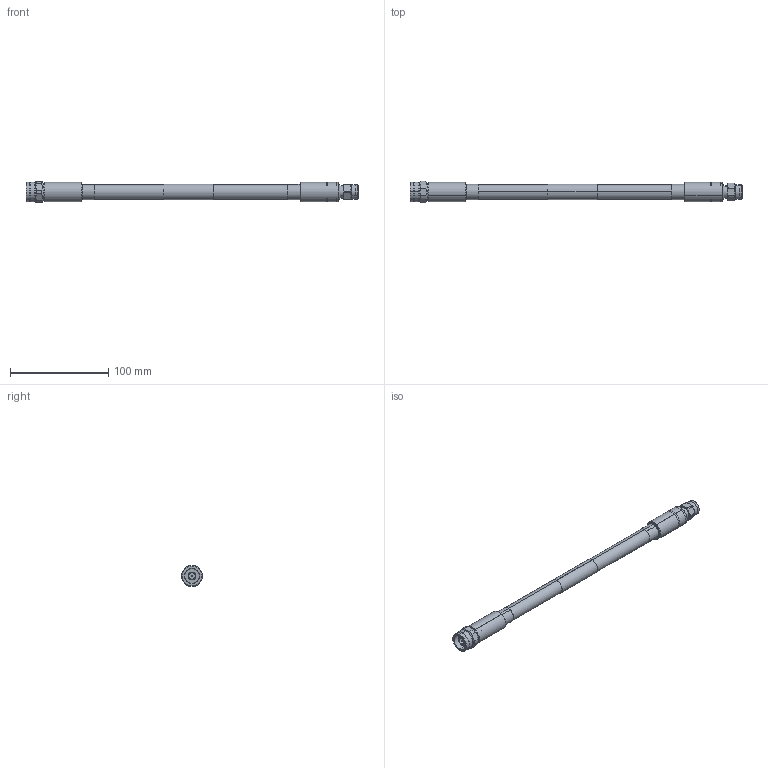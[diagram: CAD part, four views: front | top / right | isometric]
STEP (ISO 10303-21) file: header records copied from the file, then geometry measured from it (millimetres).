
FILE_DESCRIPTION (( 'STEP AP214' ), '1' );
FILE_NAME ('FMC01094_3D.step', '2023-02-23T03:24:36', ( '' ), ( '' ), 'SwSTEP 2.0', 'SolidWorks 2022', '' );
FILE_SCHEMA (( 'AUTOMOTIVE_DESIGN' ));
Length unit declared in the file: inch
Products named in the file (9): FMC01094_3D; EZ-600-NMH-X_ferrule; LMR-600-DB Ø.590 jacket^FMC01094; EZ-600-NMH-X; EZ-600-TM-X_body; EZ-600-NMH-X_body; heat shrink^FMC01094_shrunk; EZ-600-TM-X; EZ-600-TM-X_ferrule
Assembly tree (9 placements, depth 3):
  FMC01094_3D
    LMR-600-DB Ø.590 jacket^FMC01094
    EZ-600-NMH-X
      EZ-600-NMH-X_body
      EZ-600-NMH-X_ferrule
    heat shrink^FMC01094_shrunk  x2
    EZ-600-TM-X
      EZ-600-TM-X_body
      EZ-600-TM-X_ferrule
Bounding box: 337.72 x 21.93 x 20.57 mm (x, y, z)
Volume: 58452.8 mm3; surface area: 42113.5 mm2
Topology: 8 solids, 8 shells, 304 faces, 628 edges, 363 vertices
Faces by surface type: cone 118, cylinder 112, plane 52, torus 22
Entity records: 8001 total; most frequent: DIRECTION 1458, CARTESIAN_POINT 1417, ORIENTED_EDGE 1164, AXIS2_PLACEMENT_3D 620, EDGE_CURVE 582, VERTEX_POINT 339, CIRCLE 324, EDGE_LOOP 315
